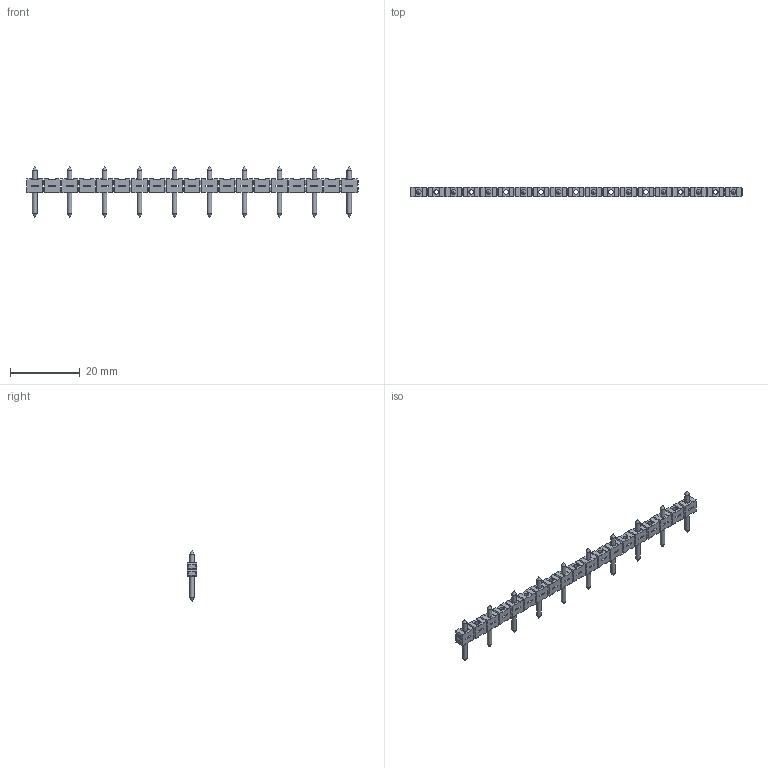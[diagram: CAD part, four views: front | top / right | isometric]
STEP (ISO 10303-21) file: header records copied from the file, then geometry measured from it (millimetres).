
FILE_DESCRIPTION(('STEP AP214'),'1');
FILE_NAME('PVSD10-10.stp','2018-11-21T10:02:47',(' '),(' '),'Spatial InterOp 3D',' ',' ');
FILE_SCHEMA(('AUTOMOTIVE_DESIGN { 1 0 10303 214 1 1 1 1 }'));
Length unit declared in the file: metre
Products named in the file (1): 1
Bounding box: 95 x 2.8 x 14.5 mm (x, y, z)
Volume: 1033.7 mm3; surface area: 2175.3 mm2
Topology: 1 solids, 1 shells, 680 faces, 1732 edges, 1018 vertices
Faces by surface type: plane 612, cylinder 48, cone 20
Full cylindrical faces by diameter (mm): 1.3 x48
Entity records: 24387 total; most frequent: CARTESIAN_POINT 3227, ORIENTED_EDGE 3172, DIRECTION 3044, EDGE_CURVE 1586, LINE 1490, VECTOR 1490, VERTEX_POINT 960, EDGE_LOOP 842
